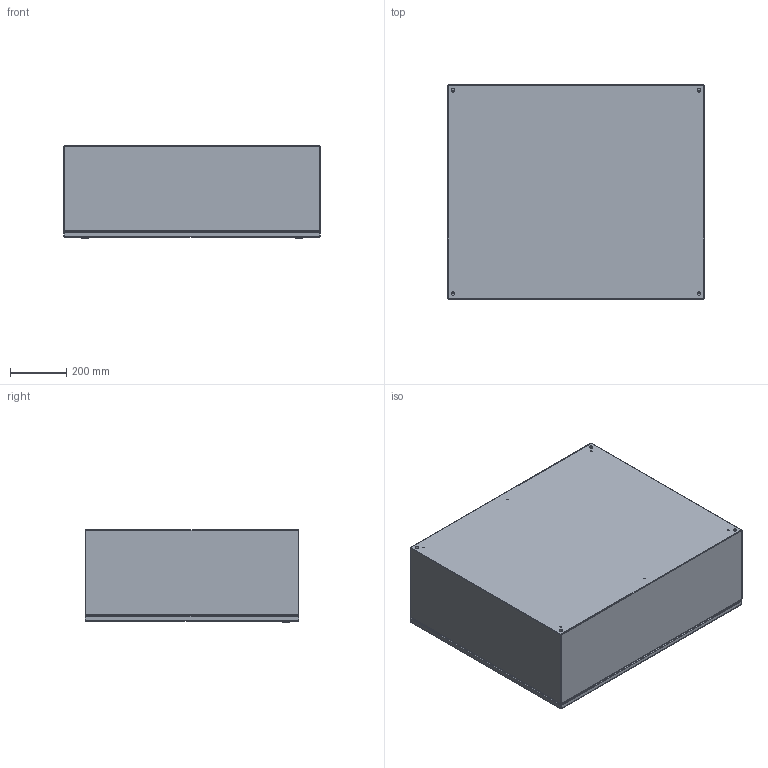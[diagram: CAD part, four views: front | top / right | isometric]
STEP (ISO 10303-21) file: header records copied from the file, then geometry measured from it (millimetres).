
FILE_DESCRIPTION (( 'STEP AP214' ), '1' );
FILE_NAME ('EN4SD363012S16.STEP', '2019-11-08T15:24:30', ( '' ), ( '' ), 'SwSTEP 2.0', 'SolidWorks 2019', '' );
FILE_SCHEMA (( 'AUTOMOTIVE_DESIGN' ));
Length unit declared in the file: inch
Products named in the file (1): EN4SD363012S16
Bounding box: 914.4 x 762 x 330.25 mm (x, y, z)
Volume: 5003142.1 mm3; surface area: 5525963.2 mm2
Topology: 37 solids, 38 shells, 943 faces, 2221 edges, 1390 vertices
Faces by surface type: plane 454, cylinder 309, bspline 114, torus 36, cone 30
Entity records: 43098 total; most frequent: CARTESIAN_POINT 9029, DIRECTION 4423, ORIENTED_EDGE 4410, EDGE_CURVE 2205, AXIS2_PLACEMENT_3D 1590, VERTEX_POINT 1390, VECTOR 1243, LINE 1243
